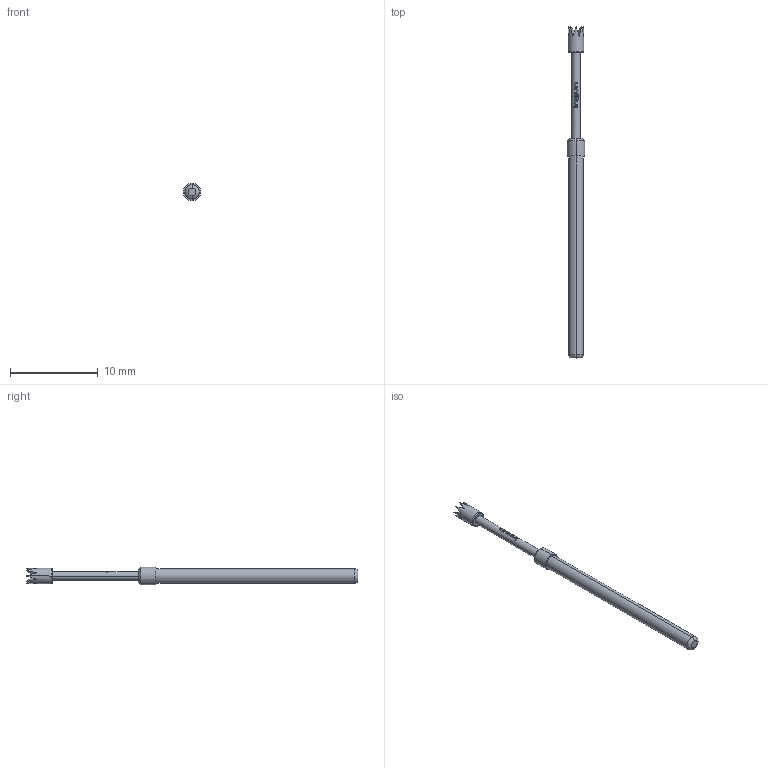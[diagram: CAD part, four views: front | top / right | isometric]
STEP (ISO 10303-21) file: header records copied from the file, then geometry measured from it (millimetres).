
FILE_DESCRIPTION (( 'STEP AP203' ), '1' );
FILE_NAME ('INGUN_GKS-412_288_180_A_xx02.STEP', '2022-02-01T10:00:12', ( 'ochi' ), ( '' ), 'SwSTEP 2.0', 'SolidWorks 2018', '' );
FILE_SCHEMA (( 'CONFIG_CONTROL_DESIGN' ));
Length unit declared in the file: millimetre
Products named in the file (1): INGUN_GKS-412_288_180_A_xx02
Bounding box: 2 x 37.8 x 2 mm (x, y, z)
Volume: 68.7 mm3; surface area: 190.1 mm2
Topology: 1 solids, 1 shells, 102 faces, 252 edges, 161 vertices
Faces by surface type: plane 60, bspline 22, cylinder 14, torus 4, cone 2
Entity records: 3331 total; most frequent: CARTESIAN_POINT 1064, ORIENTED_EDGE 504, DIRECTION 376, EDGE_CURVE 252, VERTEX_POINT 161, AXIS2_PLACEMENT_3D 145, EDGE_LOOP 111, ADVANCED_FACE 102
